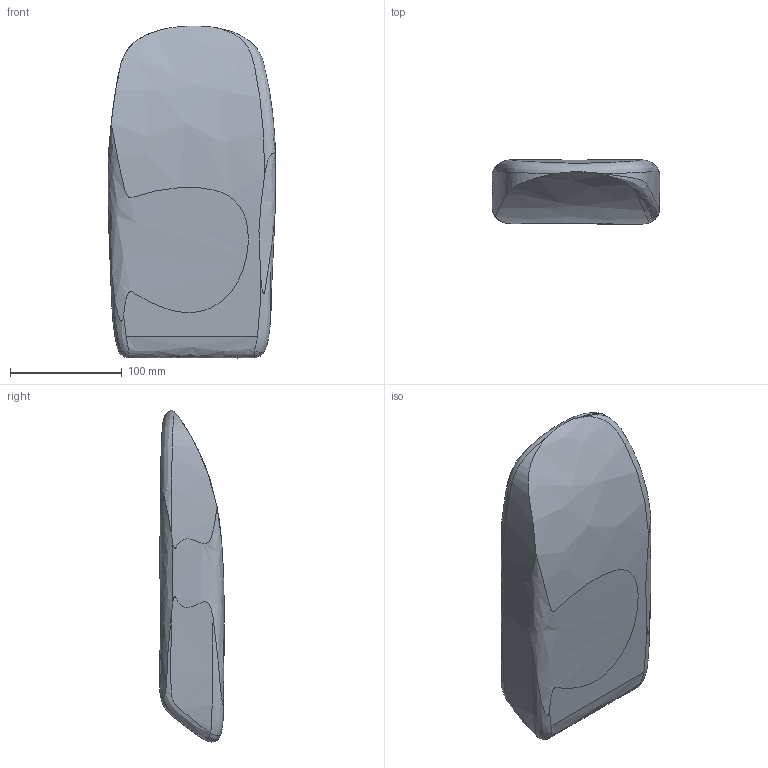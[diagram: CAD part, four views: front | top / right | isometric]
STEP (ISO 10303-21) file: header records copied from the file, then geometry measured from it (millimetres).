
FILE_DESCRIPTION (( 'STEP AP214' ), '1' );
FILE_NAME ('bathydrone.STEP', '2022-02-23T16:30:42', ( '' ), ( '' ), 'SwSTEP 2.0', 'SolidWorks 2021', '' );
FILE_SCHEMA (( 'AUTOMOTIVE_DESIGN' ));
Length unit declared in the file: centimetre
Products named in the file (1): bathydrone
Bounding box: 150.23 x 57.7 x 297.27 mm (x, y, z)
Volume: 1978995 mm3; surface area: 110978.1 mm2
Topology: 1 solids, 1 shells, 18 faces, 47 edges, 30 vertices
Faces by surface type: bspline 18
Entity records: 8188 total; most frequent: CARTESIAN_POINT 7865, ORIENTED_EDGE 90, EDGE_CURVE 45, B_SPLINE_CURVE_WITH_KNOTS 43, VERTEX_POINT 30, EDGE_LOOP 19, FACE_OUTER_BOUND 18, ADVANCED_FACE 18
